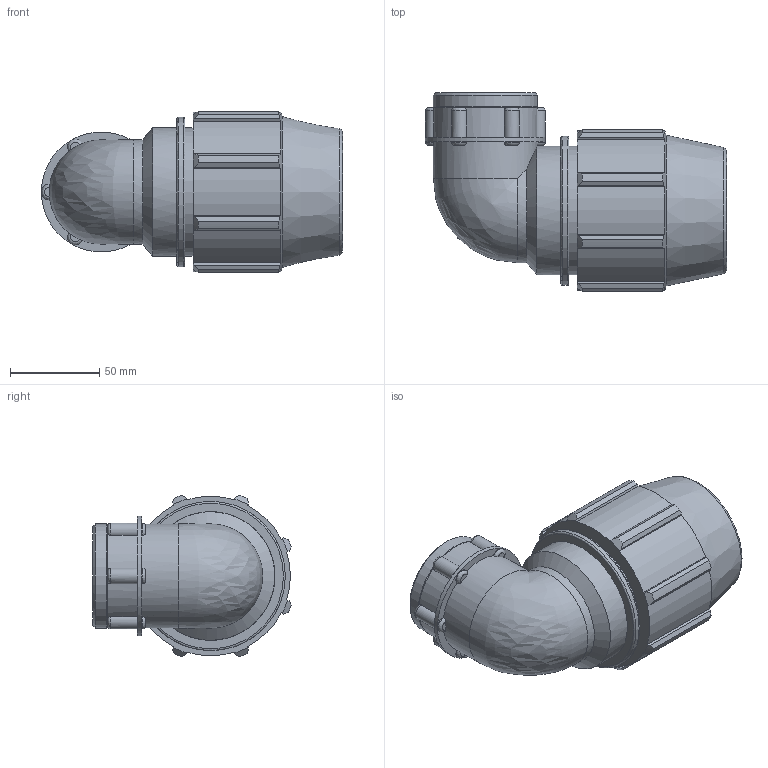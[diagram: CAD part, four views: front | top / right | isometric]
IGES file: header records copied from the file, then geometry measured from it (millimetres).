
Global section: file name: 071500050015_181500050015_0715060500150A.ipt; native system: Autodesk Inventor 2015; preprocessor: unknown; author: KIM; date: 20170606.172327; units: millimetre
Bounding box: 168.52 x 111.16 x 90.33 mm (x, y, z)
Volume: 510428.3 mm3; surface area: 85848.9 mm2
Topology: 1 solids, 1 shells, 138 faces, 380 edges, 250 vertices
Faces by surface type: plane 60, cylinder 41, revolution 22, cone 14, bspline 1
Full cylindrical faces by diameter (mm): 58.298 x2, 67.043 x1, 72 x2, 83.52 x1
